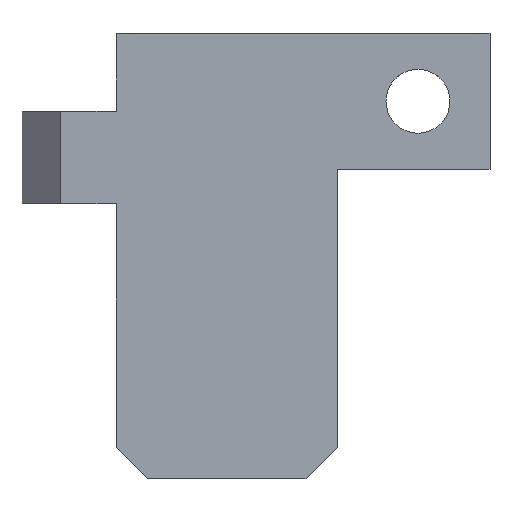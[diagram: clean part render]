
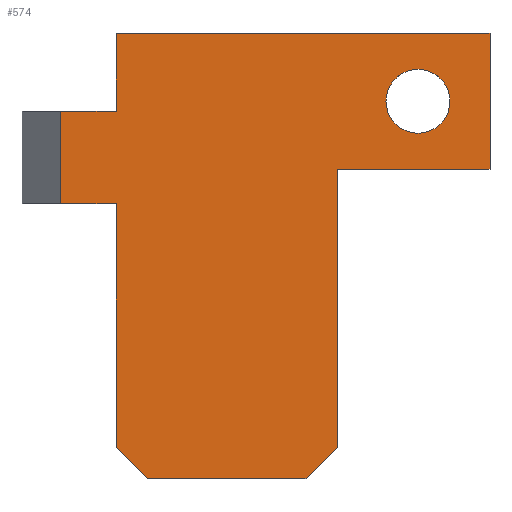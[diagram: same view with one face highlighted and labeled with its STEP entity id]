
A CAD part, top view. The second image highlights one B-rep face of the part: STEP entity #574.
In plain terms, the highlighted planar face has unit normal (0, 0, 1).
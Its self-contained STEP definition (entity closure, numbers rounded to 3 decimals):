
#17=FACE_BOUND('',#87,.T.);
#25=PLANE('',#613);
#54=FACE_OUTER_BOUND('',#86,.T.);
#86=EDGE_LOOP('',(#435,#436,#437,#438,#439,#440,#441,#442,#443,#444,#445,
#446,#447,#448,#449,#450));
#87=EDGE_LOOP('',(#451));
#119=LINE('',#811,#192);
#126=LINE('',#837,#199);
#128=LINE('',#840,#201);
#130=LINE('',#844,#203);
#131=LINE('',#846,#204);
#132=LINE('',#848,#205);
#133=LINE('',#850,#206);
#134=LINE('',#852,#207);
#135=LINE('',#854,#208);
#136=LINE('',#856,#209);
#137=LINE('',#858,#210);
#138=LINE('',#860,#211);
#139=LINE('',#862,#212);
#140=LINE('',#864,#213);
#141=LINE('',#866,#214);
#142=LINE('',#867,#215);
#192=VECTOR('',#656,10.);
#199=VECTOR('',#681,10.);
#201=VECTOR('',#685,10.);
#203=VECTOR('',#689,10.);
#204=VECTOR('',#690,10.);
#205=VECTOR('',#691,10.);
#206=VECTOR('',#692,10.);
#207=VECTOR('',#693,10.);
#208=VECTOR('',#694,10.);
#209=VECTOR('',#695,10.);
#210=VECTOR('',#696,10.);
#211=VECTOR('',#697,10.);
#212=VECTOR('',#698,10.);
#213=VECTOR('',#699,10.);
#214=VECTOR('',#700,10.);
#215=VECTOR('',#701,10.);
#261=CIRCLE('',#606,0.825);
#273=VERTEX_POINT('',#808);
#274=VERTEX_POINT('',#810);
#278=VERTEX_POINT('',#820);
#283=VERTEX_POINT('',#834);
#284=VERTEX_POINT('',#836);
#285=VERTEX_POINT('',#843);
#286=VERTEX_POINT('',#845);
#287=VERTEX_POINT('',#847);
#288=VERTEX_POINT('',#849);
#289=VERTEX_POINT('',#851);
#290=VERTEX_POINT('',#853);
#291=VERTEX_POINT('',#855);
#292=VERTEX_POINT('',#857);
#293=VERTEX_POINT('',#859);
#294=VERTEX_POINT('',#861);
#295=VERTEX_POINT('',#863);
#296=VERTEX_POINT('',#865);
#329=EDGE_CURVE('',#273,#274,#119,.T.);
#335=EDGE_CURVE('',#278,#278,#261,.T.);
#341=EDGE_CURVE('',#283,#284,#126,.T.);
#343=EDGE_CURVE('',#284,#273,#128,.T.);
#345=EDGE_CURVE('',#285,#283,#130,.T.);
#346=EDGE_CURVE('',#286,#285,#131,.T.);
#347=EDGE_CURVE('',#287,#286,#132,.T.);
#348=EDGE_CURVE('',#288,#287,#133,.T.);
#349=EDGE_CURVE('',#289,#288,#134,.T.);
#350=EDGE_CURVE('',#290,#289,#135,.T.);
#351=EDGE_CURVE('',#291,#290,#136,.T.);
#352=EDGE_CURVE('',#291,#292,#137,.F.);
#353=EDGE_CURVE('',#292,#293,#138,.F.);
#354=EDGE_CURVE('',#293,#294,#139,.F.);
#355=EDGE_CURVE('',#295,#294,#140,.T.);
#356=EDGE_CURVE('',#295,#296,#141,.F.);
#357=EDGE_CURVE('',#274,#296,#142,.T.);
#435=ORIENTED_EDGE('',*,*,#341,.F.);
#436=ORIENTED_EDGE('',*,*,#345,.F.);
#437=ORIENTED_EDGE('',*,*,#346,.F.);
#438=ORIENTED_EDGE('',*,*,#347,.F.);
#439=ORIENTED_EDGE('',*,*,#348,.F.);
#440=ORIENTED_EDGE('',*,*,#349,.F.);
#441=ORIENTED_EDGE('',*,*,#350,.F.);
#442=ORIENTED_EDGE('',*,*,#351,.F.);
#443=ORIENTED_EDGE('',*,*,#352,.T.);
#444=ORIENTED_EDGE('',*,*,#353,.T.);
#445=ORIENTED_EDGE('',*,*,#354,.T.);
#446=ORIENTED_EDGE('',*,*,#355,.F.);
#447=ORIENTED_EDGE('',*,*,#356,.T.);
#448=ORIENTED_EDGE('',*,*,#357,.F.);
#449=ORIENTED_EDGE('',*,*,#329,.F.);
#450=ORIENTED_EDGE('',*,*,#343,.F.);
#451=ORIENTED_EDGE('',*,*,#335,.T.);
#574=ADVANCED_FACE('',(#54,#17),#25,.F.);
#606=AXIS2_PLACEMENT_3D('',#822,#666,#667);
#613=AXIS2_PLACEMENT_3D('',#842,#687,#688);
#656=DIRECTION('',(-1.,0.,0.));
#666=DIRECTION('center_axis',(0.,0.,-1.));
#667=DIRECTION('ref_axis',(-1.,0.,0.));
#681=DIRECTION('',(-0.707,0.707,0.));
#685=DIRECTION('',(0.,1.,0.));
#687=DIRECTION('center_axis',(0.,0.,-1.));
#688=DIRECTION('ref_axis',(-1.,0.,0.));
#689=DIRECTION('',(-1.,0.,0.));
#690=DIRECTION('',(0.,-1.,0.));
#691=DIRECTION('',(-1.,0.,0.));
#692=DIRECTION('',(0.,1.,0.));
#693=DIRECTION('',(-1.,0.,0.));
#694=DIRECTION('',(-0.707,-0.707,0.));
#695=DIRECTION('',(0.,-1.,0.));
#696=DIRECTION('',(-1.,0.,0.));
#697=DIRECTION('',(0.,-1.,0.));
#698=DIRECTION('',(1.,0.,0.));
#699=DIRECTION('',(0.,1.,0.));
#700=DIRECTION('',(1.,0.,0.));
#701=DIRECTION('',(0.,1.,0.));
#808=CARTESIAN_POINT('',(-3.063,3.609,4.009));
#810=CARTESIAN_POINT('',(-4.491,3.609,4.009));
#811=CARTESIAN_POINT('',(-1.027,3.609,4.009));
#820=CARTESIAN_POINT('',(5.548,6.252,4.009));
#822=CARTESIAN_POINT('Origin',(4.723,6.252,4.009));
#834=CARTESIAN_POINT('',(-2.263,-3.478,4.009));
#836=CARTESIAN_POINT('',(-3.063,-2.678,4.009));
#837=CARTESIAN_POINT('',(-3.657,-2.084,4.009));
#840=CARTESIAN_POINT('',(-3.063,12.5,4.009));
#842=CARTESIAN_POINT('Origin',(1.437,5.,4.009));
#843=CARTESIAN_POINT('',(-2.154,-3.478,4.009));
#844=CARTESIAN_POINT('',(-1.016,-3.478,4.009));
#845=CARTESIAN_POINT('',(-2.154,-3.478,4.009));
#846=CARTESIAN_POINT('',(-2.154,4.739,4.009));
#847=CARTESIAN_POINT('',(1.747,-3.478,4.009));
#848=CARTESIAN_POINT('',(-0.777,-3.478,4.009));
#849=CARTESIAN_POINT('',(1.747,-3.478,4.009));
#850=CARTESIAN_POINT('',(1.747,4.761,4.009));
#851=CARTESIAN_POINT('',(1.838,-3.478,4.009));
#852=CARTESIAN_POINT('',(2.484,-3.478,4.009));
#853=CARTESIAN_POINT('',(2.638,-2.678,4.009));
#854=CARTESIAN_POINT('',(4.058,-1.259,4.009));
#855=CARTESIAN_POINT('',(2.638,4.5,4.009));
#856=CARTESIAN_POINT('',(2.638,3.5,4.009));
#857=CARTESIAN_POINT('',(6.581,4.5,4.009));
#858=CARTESIAN_POINT('',(2.259,4.5,4.009));
#859=CARTESIAN_POINT('',(6.581,8.,4.009));
#860=CARTESIAN_POINT('',(6.581,15.,4.009));
#861=CARTESIAN_POINT('',(-3.063,8.,4.009));
#862=CARTESIAN_POINT('',(-3.027,8.,4.009));
#863=CARTESIAN_POINT('',(-3.063,5.991,4.009));
#864=CARTESIAN_POINT('',(-3.063,12.5,4.009));
#865=CARTESIAN_POINT('',(-4.491,5.991,4.009));
#866=CARTESIAN_POINT('',(-1.027,5.991,4.009));
#867=CARTESIAN_POINT('',(-4.491,14.883,4.009));
